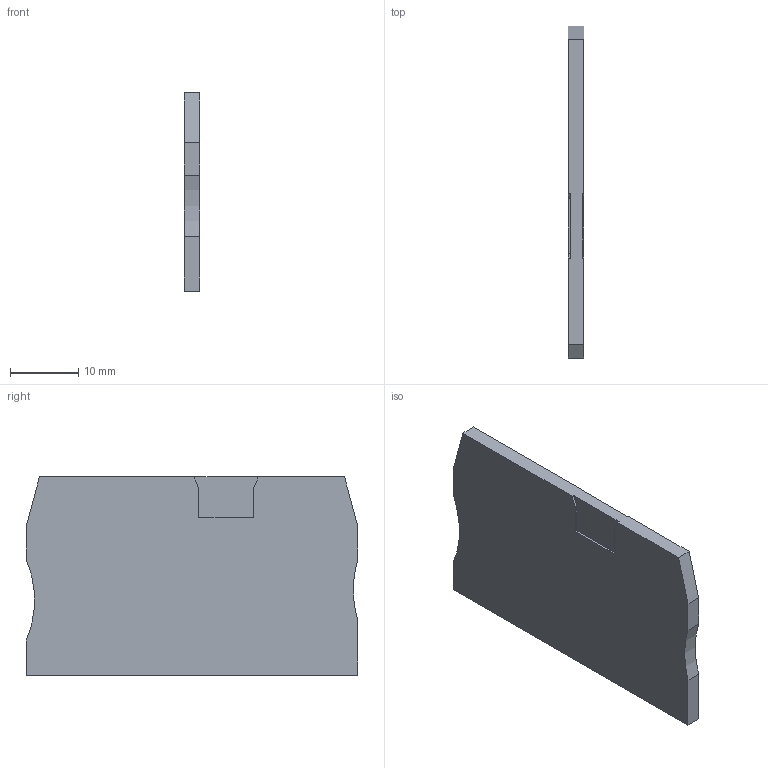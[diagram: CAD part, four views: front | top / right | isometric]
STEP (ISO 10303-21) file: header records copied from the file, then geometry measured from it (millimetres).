
FILE_DESCRIPTION(('Creo Elements/Direct Modeling STEP Export'),'2;1');
FILE_NAME('model.stp','2018-03-06T 7:31:21',(''),(''),'Creo Elements/Direct Modeling STEP processor for AP214 (Solid Model)','Creo Elements/Direct Modeling 18.1I 14-Aug-2016 (C) Parametric Technology GmbH','');
FILE_SCHEMA(('AUTOMOTIVE_DESIGN { 1 0 10303 214 1 1 1 1 }'));
Length unit declared in the file: millimetre
Products named in the file (2): D-ST25-Select
Assembly tree (1 placements, depth 2):
  D-ST25-Select
    D-ST25-Select
Bounding box: 2.2 x 48.6 x 29.05 mm (x, y, z)
Volume: 3023.4 mm3; surface area: 3106 mm2
Topology: 1 solids, 1 shells, 24 faces, 66 edges, 44 vertices
Faces by surface type: plane 22, cylinder 2
Entity records: 983 total; most frequent: CARTESIAN_POINT 134, ORIENTED_EDGE 132, DIRECTION 120, EDGE_CURVE 66, VECTOR 60, LINE 60, VERTEX_POINT 44, AXIS2_PLACEMENT_3D 30
